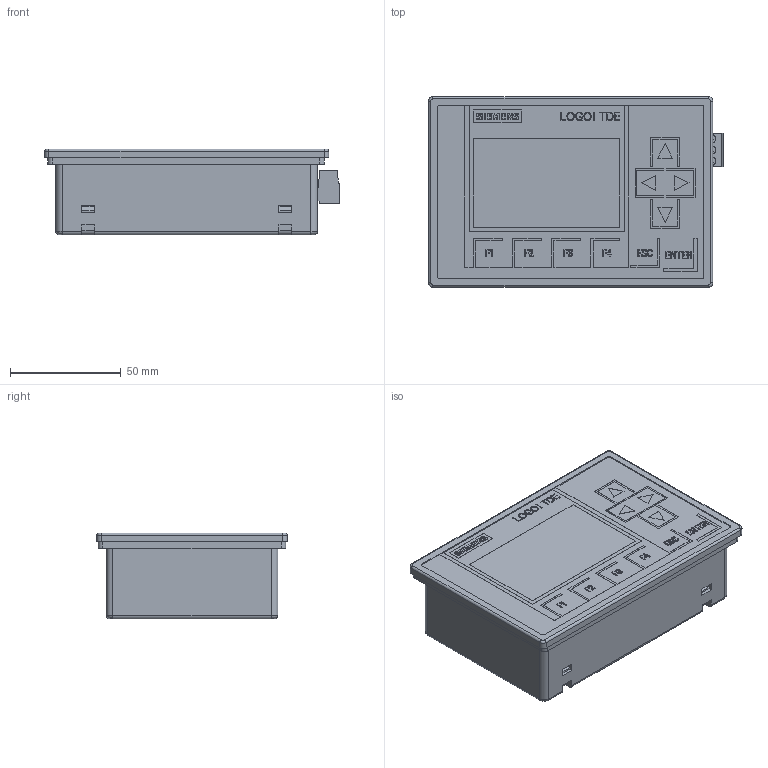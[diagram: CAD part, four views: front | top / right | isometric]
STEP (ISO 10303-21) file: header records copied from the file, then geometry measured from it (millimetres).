
FILE_DESCRIPTION(/* description */ (''),/* implementation_level */ '2;1');
FILE_NAME(/* name */ '6ED1055-4MH08-0BA1_3d.stp',/* time_stamp */ '2024-03-13T15:50:53+01:00',/* author */ (''),/* organization */ (''),/* preprocessor_version */ 'ST-DEVELOPER v18.102',/* originating_system */ 'SIEMENS PLM Software NX 2023',/* authorisation */ '');
FILE_SCHEMA (('AUTOMOTIVE_DESIGN { 1 0 10303 214 3 1 1 1 }'));
Products named in the file (5): A5E35213137A_RS-AA_003_1-Labeling-front; A5E50400015A_RS-AA_002_1-Labeling-box; A5E50390037A_RS-AA_002_1-Housing; A5E51764813A_RS-AA_001_2-PLUG_RECT_FEMALE_3P_STR_SCREW; A5E50389914A_RS-AA_002_1-CAx_6ED10554MH080BA1
Assembly tree (4 placements, depth 2):
  A5E50389914A_RS-AA_002_1-CAx_6ED10554MH080BA1
    A5E51764813A_RS-AA_001_2-PLUG_RECT_FEMALE_3P_STR_SCREW
    A5E50390037A_RS-AA_002_1-Housing
    A5E50400015A_RS-AA_002_1-Labeling-box
    A5E35213137A_RS-AA_003_1-Labeling-front
Bounding box: 133.1 x 86 x 38.8 mm (x, y, z)
Volume: 358543.5 mm3; surface area: 41478.4 mm2
Topology: 106 solids, 106 shells, 1802 faces, 4563 edges, 3029 vertices
Faces by surface type: plane 1441, extrusion 279, cylinder 74, bspline 8
Full cylindrical faces by diameter (mm): 1.4 x3, 2.8 x3, 3.409 x3, 3.783 x3, 4 x3
Entity records: 75967 total; most frequent: CARTESIAN_POINT 20482, ORIENTED_EDGE 9084, DIRECTION 7280, EDGE_CURVE 4542, VECTOR 3890, LINE 3611, VERTEX_POINT 3023, EDGE_LOOP 1947
